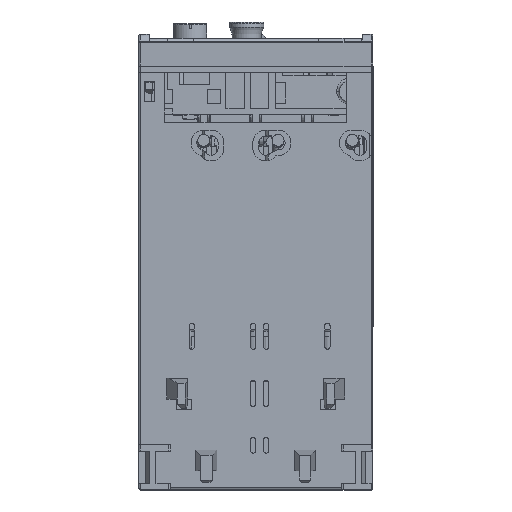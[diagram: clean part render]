
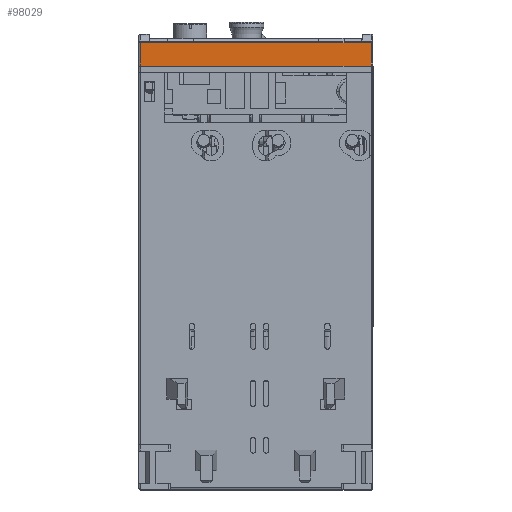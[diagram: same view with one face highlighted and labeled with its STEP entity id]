
A CAD part, top view. The second image highlights one B-rep face of the part: STEP entity #98029.
In plain terms, the highlighted planar face has unit normal (0, 0, 1).
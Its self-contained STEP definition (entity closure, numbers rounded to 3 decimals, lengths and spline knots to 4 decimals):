
#24666=DIRECTION('',(-1.,0.,0.));
#24667=VECTOR('',#24666,1.748);
#24668=CARTESIAN_POINT('',(0.874,1.4961,
0.374));
#24669=LINE('',#24668,#24667);
#24701=DIRECTION('',(0.,1.,0.));
#24702=VECTOR('',#24701,0.1772);
#24703=CARTESIAN_POINT('',(0.874,1.3189,
0.374));
#24704=LINE('',#24703,#24702);
#27780=DIRECTION('',(0.,-1.,0.));
#27781=VECTOR('',#27780,0.1772);
#27782=CARTESIAN_POINT('',(-0.874,1.4961,
0.374));
#27783=LINE('',#27782,#27781);
#27784=DIRECTION('',(-1.,0.,0.));
#27785=VECTOR('',#27784,1.748);
#27786=CARTESIAN_POINT('',(0.874,1.3189,
0.374));
#27787=LINE('',#27786,#27785);
#62981=CARTESIAN_POINT('',(-0.874,1.4961,
0.374));
#62982=VERTEX_POINT('',#62981);
#62983=CARTESIAN_POINT('',(0.874,1.4961,
0.374));
#62984=VERTEX_POINT('',#62983);
#62985=CARTESIAN_POINT('',(0.874,1.3189,
0.374));
#62986=VERTEX_POINT('',#62985);
#62995=CARTESIAN_POINT('',(-0.874,1.3189,
0.374));
#62996=VERTEX_POINT('',#62995);
#98018=CARTESIAN_POINT('',(0.8858,1.3189,
0.374));
#98019=DIRECTION('',(0.,0.,1.));
#98020=DIRECTION('',(-1.,0.,0.));
#98021=AXIS2_PLACEMENT_3D('',#98018,#98019,#98020);
#98022=PLANE('',#98021);
#98023=ORIENTED_EDGE('',*,*,#98013,.F.);
#98024=ORIENTED_EDGE('',*,*,#94387,.F.);
#98025=ORIENTED_EDGE('',*,*,#94425,.F.);
#98026=ORIENTED_EDGE('',*,*,#94445,.T.);
#98027=EDGE_LOOP('',(#98023,#98024,#98025,#98026));
#98028=FACE_OUTER_BOUND('',#98027,.F.);
#98029=ADVANCED_FACE('',(#98028),#98022,.T.);
#94387=EDGE_CURVE('',#62984,#62982,#24669,.T.);
#94425=EDGE_CURVE('',#62986,#62984,#24704,.T.);
#94445=EDGE_CURVE('',#62986,#62996,#27787,.T.);
#98013=EDGE_CURVE('',#62982,#62996,#27783,.T.);
